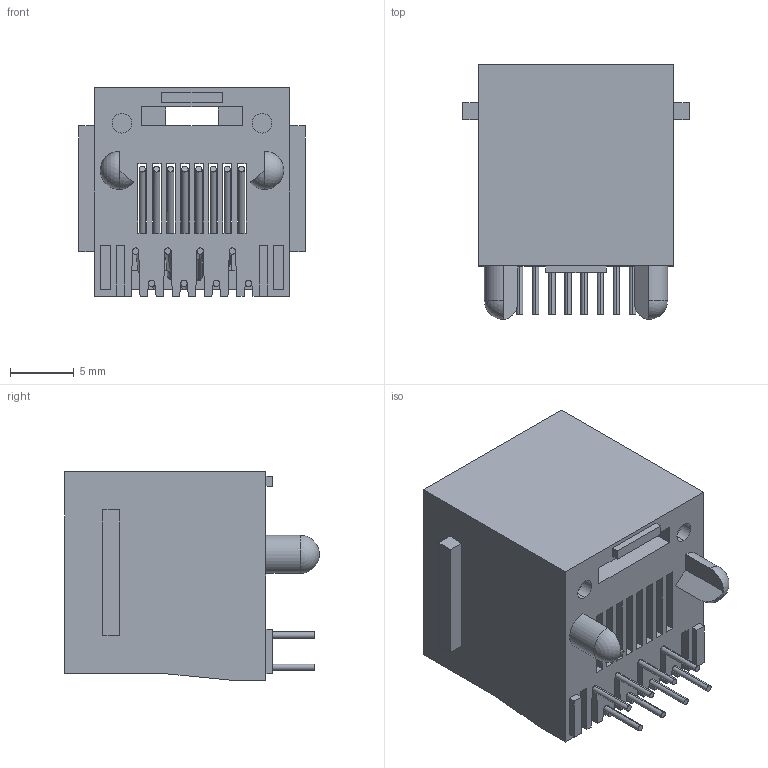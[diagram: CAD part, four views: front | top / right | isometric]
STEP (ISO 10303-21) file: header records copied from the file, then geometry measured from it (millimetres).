
FILE_DESCRIPTION (( 'STEP AP203' ), '1' );
FILE_NAME ('615008144221.STEP', '2021-12-28T09:02:25', ( '' ), ( '' ), 'SwSTEP 2.0', 'SolidWorks 2018', '' );
FILE_SCHEMA (( 'CONFIG_CONTROL_DESIGN' ));
Length unit declared in the file: millimetre
Products named in the file (1): 615008144221
Bounding box: 17.84 x 20.05 x 16.4 mm (x, y, z)
Volume: 2210.8 mm3; surface area: 3321.6 mm2
Topology: 9 solids, 9 shells, 381 faces, 962 edges, 593 vertices
Faces by surface type: plane 231, bspline 104, cylinder 38, sphere 4, torus 4
Entity records: 14910 total; most frequent: CARTESIAN_POINT 6257, ORIENTED_EDGE 1908, DIRECTION 1602, EDGE_CURVE 954, VECTOR 602, LINE 602, VERTEX_POINT 589, AXIS2_PLACEMENT_3D 500
